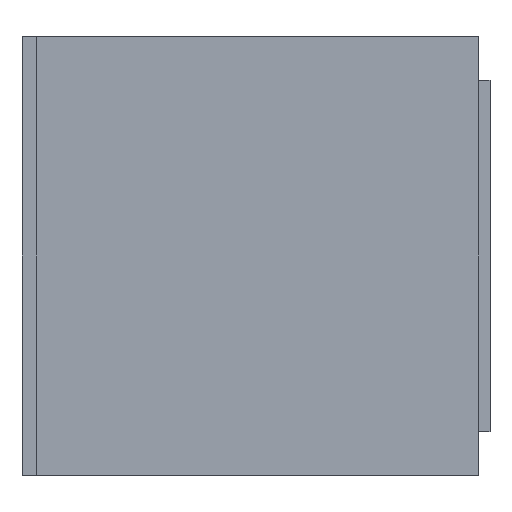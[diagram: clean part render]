
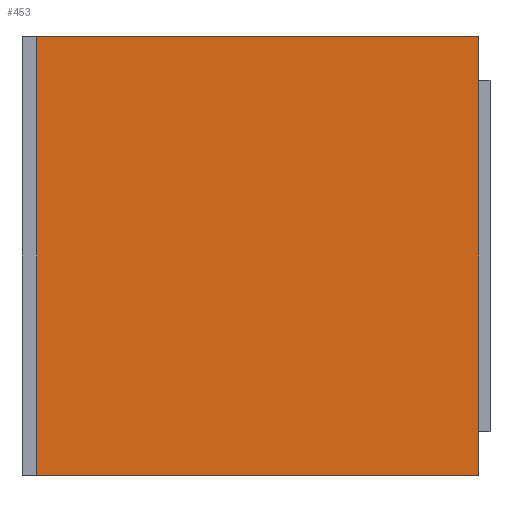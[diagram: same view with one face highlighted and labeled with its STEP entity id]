
A CAD part, left-side view. The second image highlights one B-rep face of the part: STEP entity #453.
In plain terms, the highlighted planar face has unit normal (-1, 0, 0).
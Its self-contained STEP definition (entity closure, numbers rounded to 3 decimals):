
#7 = CARTESIAN_POINT ( 'NONE',  ( -0.3, 0.008, 0.15 ) ) ;
#20 = VERTEX_POINT ( 'NONE', #148 ) ;
#51 = EDGE_CURVE ( 'NONE', #20, #245, #471, .T. ) ;
#75 = ORIENTED_EDGE ( 'NONE', *, *, #521, .F. ) ;
#78 = DIRECTION ( 'NONE',  ( 1., 0., 0. ) ) ;
#79 = DIRECTION ( 'NONE',  ( 0., 0., 1. ) ) ;
#131 = FACE_OUTER_BOUND ( 'NONE', #145, .T. ) ;
#141 = EDGE_CURVE ( 'NONE', #182, #245, #602, .T. ) ;
#145 = EDGE_LOOP ( 'NONE', ( #75, #422, #169, #554 ) ) ;
#148 = CARTESIAN_POINT ( 'NONE',  ( -0.3, 0.31, -0.15 ) ) ;
#169 = ORIENTED_EDGE ( 'NONE', *, *, #51, .T. ) ;
#182 = VERTEX_POINT ( 'NONE', #7 ) ;
#194 = DIRECTION ( 'NONE',  ( 0., -1., 0. ) ) ;
#235 = CARTESIAN_POINT ( 'NONE',  ( -0.3, 0.008, 0.15 ) ) ;
#237 = LINE ( 'NONE', #590, #360 ) ;
#245 = VERTEX_POINT ( 'NONE', #543 ) ;
#261 = DIRECTION ( 'NONE',  ( 0., 0., -1. ) ) ;
#301 = VERTEX_POINT ( 'NONE', #523 ) ;
#360 = VECTOR ( 'NONE', #194, 1000. ) ;
#422 = ORIENTED_EDGE ( 'NONE', *, *, #502, .F. ) ;
#438 = CARTESIAN_POINT ( 'NONE',  ( -0.3, 0.31, 0.15 ) ) ;
#453 = ADVANCED_FACE ( 'NONE', ( #131 ), #655, .F. ) ;
#471 = LINE ( 'NONE', #525, #647 ) ;
#502 = EDGE_CURVE ( 'NONE', #20, #301, #616, .T. ) ;
#505 = AXIS2_PLACEMENT_3D ( 'NONE', #717, #78, #261 ) ;
#521 = EDGE_CURVE ( 'NONE', #301, #182, #237, .T. ) ;
#523 = CARTESIAN_POINT ( 'NONE',  ( -0.3, 0.31, 0.15 ) ) ;
#525 = CARTESIAN_POINT ( 'NONE',  ( -0.3, 0.008, -0.15 ) ) ;
#531 = DIRECTION ( 'NONE',  ( 0., -1., 0. ) ) ;
#543 = CARTESIAN_POINT ( 'NONE',  ( -0.3, 0.008, -0.15 ) ) ;
#554 = ORIENTED_EDGE ( 'NONE', *, *, #141, .F. ) ;
#585 = VECTOR ( 'NONE', #684, 1000. ) ;
#590 = CARTESIAN_POINT ( 'NONE',  ( -0.3, 0.008, 0.15 ) ) ;
#593 = VECTOR ( 'NONE', #79, 1000. ) ;
#602 = LINE ( 'NONE', #235, #585 ) ;
#616 = LINE ( 'NONE', #438, #593 ) ;
#647 = VECTOR ( 'NONE', #531, 1000. ) ;
#655 = PLANE ( 'NONE',  #505 ) ;
#684 = DIRECTION ( 'NONE',  ( 0., 0., -1. ) ) ;
#717 = CARTESIAN_POINT ( 'NONE',  ( -0.3, 0.008, 0.15 ) ) ;
